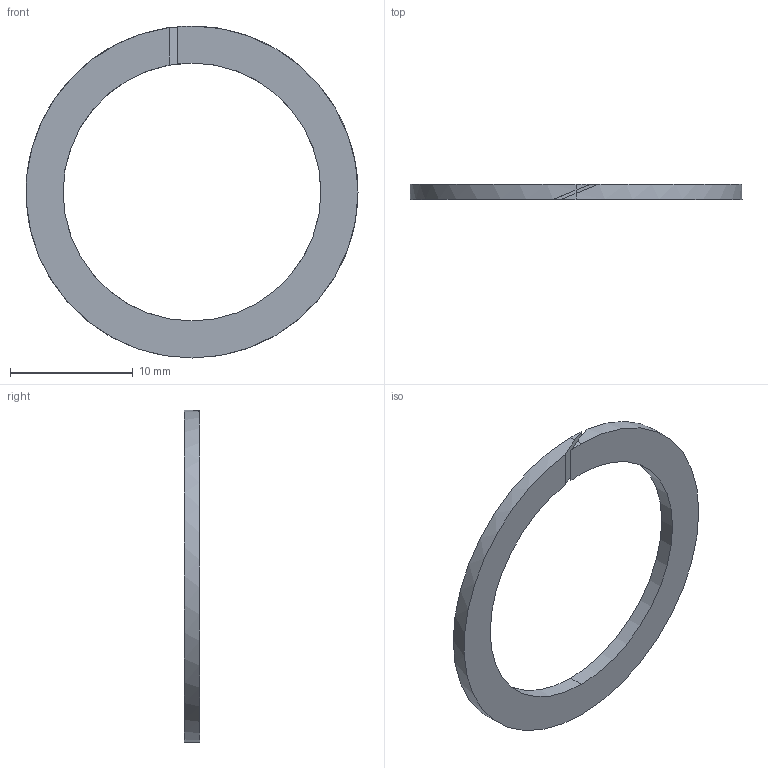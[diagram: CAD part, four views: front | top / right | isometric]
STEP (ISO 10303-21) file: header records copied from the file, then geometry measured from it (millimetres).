
FILE_DESCRIPTION (( 'STEP AP214' ), '1' );
FILE_NAME ('9560K62_Ultra-Chemical-Resistant PTFE Backup Rings.STEP', '2026-01-05T01:07:18', ( '' ), ( '' ), 'SwSTEP 2.0', 'SolidWorks 2025', '' );
FILE_SCHEMA (( 'AUTOMOTIVE_DESIGN' ));
Length unit declared in the file: inch
Products named in the file (1): 9560K62_Ultra-Chemical-Resistant PTFE Backup Rings_9560K62
Bounding box: 27.08 x 1.24 x 27.08 mm (x, y, z)
Volume: 281.8 mm3; surface area: 659.4 mm2
Topology: 1 solids, 1 shells, 12 faces, 30 edges, 20 vertices
Faces by surface type: cylinder 8, plane 4
Entity records: 393 total; most frequent: CARTESIAN_POINT 87, ORIENTED_EDGE 60, DIRECTION 60, EDGE_CURVE 30, AXIS2_PLACEMENT_3D 25, VERTEX_POINT 20, FACE_OUTER_BOUND 12, ADVANCED_FACE 12
